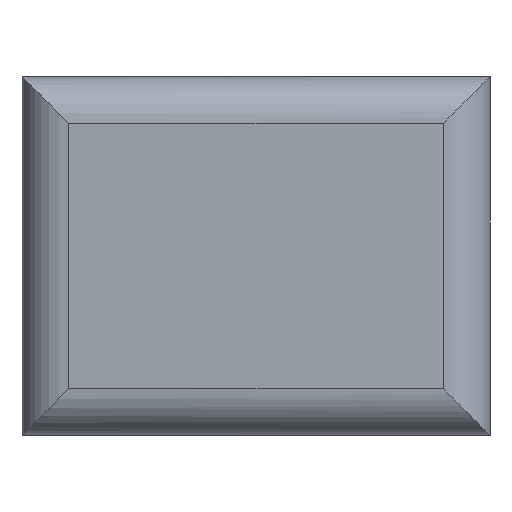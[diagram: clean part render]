
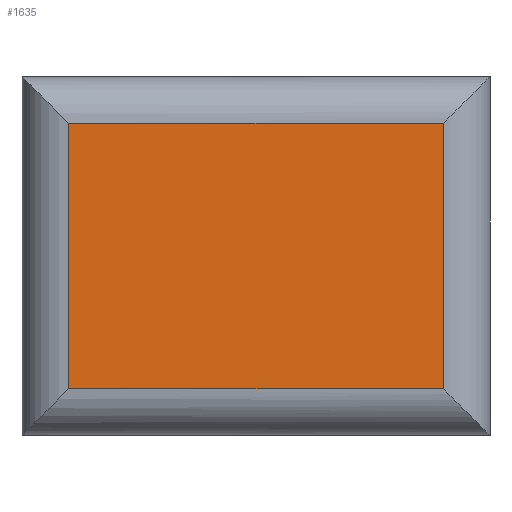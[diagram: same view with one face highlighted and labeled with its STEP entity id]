
A CAD part, left-side view. The second image highlights one B-rep face of the part: STEP entity #1635.
In plain terms, the highlighted face is planar.
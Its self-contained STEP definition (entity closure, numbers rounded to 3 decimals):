
#61 = CARTESIAN_POINT ( 'NONE',  ( 0.12, 0.085, 0.13 ) ) ;
#79 = VECTOR ( 'NONE', #1109, 1000. ) ;
#342 = ORIENTED_EDGE ( 'NONE', *, *, #4433, .T. ) ;
#363 = DIRECTION ( 'NONE',  ( 1., 0., 0. ) ) ;
#383 = CARTESIAN_POINT ( 'NONE',  ( -0.12, 0.085, 0.13 ) ) ;
#412 = ORIENTED_EDGE ( 'NONE', *, *, #2458, .T. ) ;
#628 = LINE ( 'NONE', #948, #1400 ) ;
#911 = LINE ( 'NONE', #1376, #79 ) ;
#948 = CARTESIAN_POINT ( 'NONE',  ( 0.15, -0.085, 0.13 ) ) ;
#1109 = DIRECTION ( 'NONE',  ( 0., -1., 0. ) ) ;
#1171 = LINE ( 'NONE', #3705, #4416 ) ;
#1288 = DIRECTION ( 'NONE',  ( 1., 0., 0. ) ) ;
#1376 = CARTESIAN_POINT ( 'NONE',  ( -0.12, -0.115, 0.13 ) ) ;
#1400 = VECTOR ( 'NONE', #1288, 1000. ) ;
#1409 = DIRECTION ( 'NONE',  ( -1., 0., 0. ) ) ;
#1635 = ADVANCED_FACE ( 'NONE', ( #2181 ), #4216, .T. ) ;
#1778 = CARTESIAN_POINT ( 'NONE',  ( 0.12, 0.115, 0.13 ) ) ;
#1913 = DIRECTION ( 'NONE',  ( 0., 0., 1. ) ) ;
#2141 = LINE ( 'NONE', #1778, #4773 ) ;
#2160 = CARTESIAN_POINT ( 'NONE',  ( 0.12, -0.085, 0.13 ) ) ;
#2181 = FACE_OUTER_BOUND ( 'NONE', #4124, .T. ) ;
#2458 = EDGE_CURVE ( 'NONE', #4612, #4828, #911, .T. ) ;
#2524 = DIRECTION ( 'NONE',  ( 0., 1., 0. ) ) ;
#2656 = ORIENTED_EDGE ( 'NONE', *, *, #4985, .T. ) ;
#2959 = VERTEX_POINT ( 'NONE', #2160 ) ;
#3304 = ORIENTED_EDGE ( 'NONE', *, *, #4873, .T. ) ;
#3705 = CARTESIAN_POINT ( 'NONE',  ( -0.15, 0.085, 0.13 ) ) ;
#4039 = CARTESIAN_POINT ( 'NONE',  ( -0.12, -0.085, 0.13 ) ) ;
#4124 = EDGE_LOOP ( 'NONE', ( #342, #2656, #412, #3304 ) ) ;
#4216 = PLANE ( 'NONE',  #4714 ) ;
#4416 = VECTOR ( 'NONE', #1409, 1000. ) ;
#4433 = EDGE_CURVE ( 'NONE', #2959, #4868, #2141, .T. ) ;
#4612 = VERTEX_POINT ( 'NONE', #383 ) ;
#4714 = AXIS2_PLACEMENT_3D ( 'NONE', #4970, #1913, #363 ) ;
#4773 = VECTOR ( 'NONE', #2524, 1000. ) ;
#4828 = VERTEX_POINT ( 'NONE', #4039 ) ;
#4868 = VERTEX_POINT ( 'NONE', #61 ) ;
#4873 = EDGE_CURVE ( 'NONE', #4828, #2959, #628, .T. ) ;
#4970 = CARTESIAN_POINT ( 'NONE',  ( 0., 0., 0.13 ) ) ;
#4985 = EDGE_CURVE ( 'NONE', #4868, #4612, #1171, .T. ) ;
